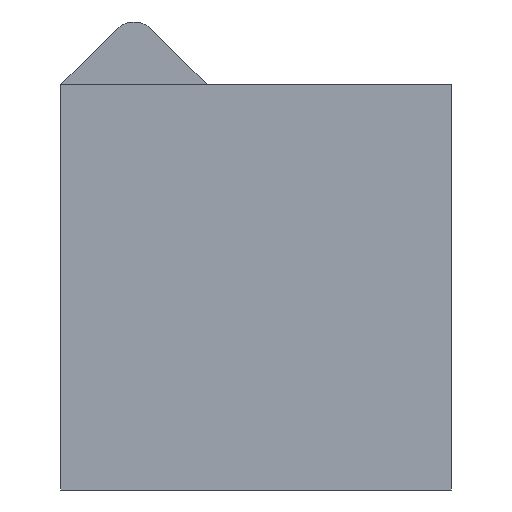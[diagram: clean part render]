
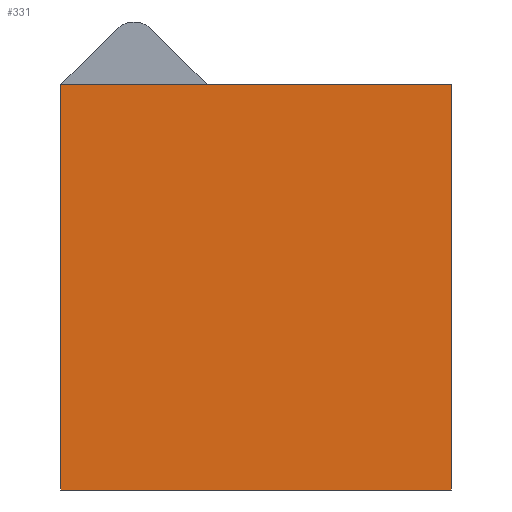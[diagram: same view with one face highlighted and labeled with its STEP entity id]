
A CAD part, left-side view. The second image highlights one B-rep face of the part: STEP entity #331.
In plain terms, the highlighted planar face has unit normal (-1, 0, 0).
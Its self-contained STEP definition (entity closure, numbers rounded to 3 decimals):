
#45=FACE_OUTER_BOUND('',#65,.T.);
#65=EDGE_LOOP('',(#281,#282,#283,#284));
#72=LINE('',#471,#108);
#92=LINE('',#523,#128);
#102=LINE('',#547,#138);
#103=LINE('',#548,#139);
#108=VECTOR('',#380,10.);
#128=VECTOR('',#428,10.);
#138=VECTOR('',#454,10.);
#139=VECTOR('',#455,10.);
#144=VERTEX_POINT('',#468);
#145=VERTEX_POINT('',#470);
#163=VERTEX_POINT('',#521);
#169=VERTEX_POINT('',#546);
#172=EDGE_CURVE('',#144,#145,#72,.T.);
#198=EDGE_CURVE('',#144,#163,#92,.T.);
#210=EDGE_CURVE('',#169,#163,#102,.T.);
#211=EDGE_CURVE('',#145,#169,#103,.T.);
#281=ORIENTED_EDGE('',*,*,#198,.T.);
#282=ORIENTED_EDGE('',*,*,#210,.F.);
#283=ORIENTED_EDGE('',*,*,#211,.F.);
#284=ORIENTED_EDGE('',*,*,#172,.F.);
#313=PLANE('',#371);
#331=ADVANCED_FACE('',(#45),#313,.T.);
#371=AXIS2_PLACEMENT_3D('',#545,#452,#453);
#380=DIRECTION('',(0.,0.,-1.));
#428=DIRECTION('',(0.,1.,0.));
#452=DIRECTION('center_axis',(-1.,0.,0.));
#453=DIRECTION('ref_axis',(0.,0.,1.));
#454=DIRECTION('',(0.,0.,1.));
#455=DIRECTION('',(0.,1.,0.));
#468=CARTESIAN_POINT('',(-15.,5.,58.8));
#470=CARTESIAN_POINT('',(-15.,5.,50.5));
#471=CARTESIAN_POINT('',(-15.,5.,58.8));
#521=CARTESIAN_POINT('',(-15.,13.,58.8));
#523=CARTESIAN_POINT('',(-15.,8.,58.8));
#545=CARTESIAN_POINT('Origin',(-15.,8.,50.5));
#546=CARTESIAN_POINT('',(-15.,13.,50.5));
#547=CARTESIAN_POINT('',(-15.,13.,58.8));
#548=CARTESIAN_POINT('',(-15.,8.,50.5));
